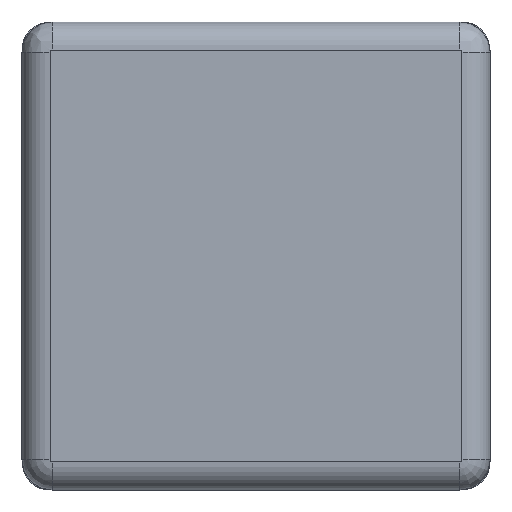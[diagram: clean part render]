
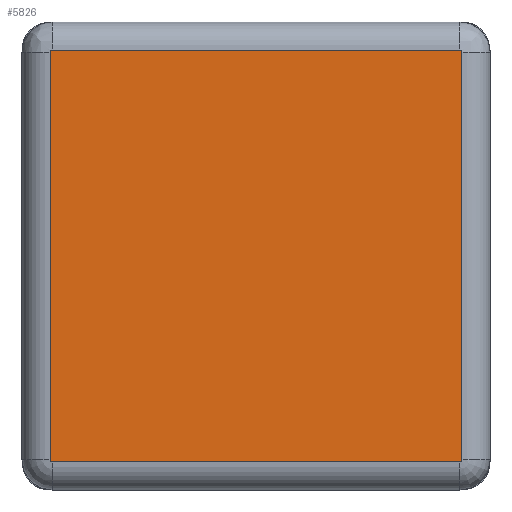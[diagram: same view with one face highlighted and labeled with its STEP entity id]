
A CAD part, left-side view. The second image highlights one B-rep face of the part: STEP entity #5826.
In plain terms, the highlighted planar face has unit normal (-1, 0, 0).
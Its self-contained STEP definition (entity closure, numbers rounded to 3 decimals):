
#334=LINE('',#8053,#929);
#335=LINE('',#8057,#930);
#336=LINE('',#8061,#931);
#337=LINE('',#8064,#932);
#929=VECTOR('',#6669,1.);
#930=VECTOR('',#6672,1.);
#931=VECTOR('',#6675,1.);
#932=VECTOR('',#6678,1.);
#1506=PLANE('',#6217);
#1741=FACE_OUTER_BOUND('',#2074,.T.);
#2074=EDGE_LOOP('',(#4107,#4108,#4109,#4110,#4111,#4112,#4113,#4114));
#2523=CIRCLE('',#6218,0.01);
#2524=CIRCLE('',#6219,0.01);
#2525=CIRCLE('',#6220,0.01);
#2526=CIRCLE('',#6221,0.01);
#2581=VERTEX_POINT('',#8049);
#2582=VERTEX_POINT('',#8050);
#2583=VERTEX_POINT('',#8052);
#2584=VERTEX_POINT('',#8054);
#2585=VERTEX_POINT('',#8056);
#2586=VERTEX_POINT('',#8058);
#2587=VERTEX_POINT('',#8060);
#2588=VERTEX_POINT('',#8062);
#3181=EDGE_CURVE('',#2581,#2582,#2523,.T.);
#3182=EDGE_CURVE('',#2582,#2583,#334,.T.);
#3183=EDGE_CURVE('',#2583,#2584,#2524,.T.);
#3184=EDGE_CURVE('',#2584,#2585,#335,.T.);
#3185=EDGE_CURVE('',#2585,#2586,#2525,.T.);
#3186=EDGE_CURVE('',#2586,#2587,#336,.T.);
#3187=EDGE_CURVE('',#2587,#2588,#2526,.T.);
#3188=EDGE_CURVE('',#2588,#2581,#337,.T.);
#4107=ORIENTED_EDGE('',*,*,#3181,.T.);
#4108=ORIENTED_EDGE('',*,*,#3182,.T.);
#4109=ORIENTED_EDGE('',*,*,#3183,.T.);
#4110=ORIENTED_EDGE('',*,*,#3184,.T.);
#4111=ORIENTED_EDGE('',*,*,#3185,.T.);
#4112=ORIENTED_EDGE('',*,*,#3186,.T.);
#4113=ORIENTED_EDGE('',*,*,#3187,.T.);
#4114=ORIENTED_EDGE('',*,*,#3188,.T.);
#5826=ADVANCED_FACE('',(#1741),#1506,.F.);
#6217=AXIS2_PLACEMENT_3D('',#8048,#6665,#6666);
#6218=AXIS2_PLACEMENT_3D('',#8051,#6667,#6668);
#6219=AXIS2_PLACEMENT_3D('',#8055,#6670,#6671);
#6220=AXIS2_PLACEMENT_3D('',#8059,#6673,#6674);
#6221=AXIS2_PLACEMENT_3D('',#8063,#6676,#6677);
#6665=DIRECTION('center_axis',(1.,0.,0.));
#6666=DIRECTION('ref_axis',(0.,0.,-1.));
#6667=DIRECTION('center_axis',(-1.,0.,0.));
#6668=DIRECTION('ref_axis',(0.,0.,-1.));
#6669=DIRECTION('',(0.,0.,1.));
#6670=DIRECTION('center_axis',(-1.,0.,0.));
#6671=DIRECTION('ref_axis',(0.,0.,-1.));
#6672=DIRECTION('',(0.,1.,0.));
#6673=DIRECTION('center_axis',(-1.,0.,0.));
#6674=DIRECTION('ref_axis',(0.,0.,-1.));
#6675=DIRECTION('',(0.,0.,-1.));
#6676=DIRECTION('center_axis',(-1.,0.,0.));
#6677=DIRECTION('ref_axis',(0.,0.,-1.));
#6678=DIRECTION('',(0.,-1.,0.));
#8048=CARTESIAN_POINT('Origin',(-2.25,-0.87,1.87));
#8049=CARTESIAN_POINT('',(-2.25,-0.87,0.12));
#8050=CARTESIAN_POINT('',(-2.25,-0.88,0.13));
#8051=CARTESIAN_POINT('Origin',(-2.25,-0.87,0.13));
#8052=CARTESIAN_POINT('',(-2.25,-0.88,1.87));
#8053=CARTESIAN_POINT('',(-2.25,-0.88,1.87));
#8054=CARTESIAN_POINT('',(-2.25,-0.87,1.88));
#8055=CARTESIAN_POINT('Origin',(-2.25,-0.87,1.87));
#8056=CARTESIAN_POINT('',(-2.25,0.87,1.88));
#8057=CARTESIAN_POINT('',(-2.25,-0.87,1.88));
#8058=CARTESIAN_POINT('',(-2.25,0.88,1.87));
#8059=CARTESIAN_POINT('Origin',(-2.25,0.87,1.87));
#8060=CARTESIAN_POINT('',(-2.25,0.88,0.13));
#8061=CARTESIAN_POINT('',(-2.25,0.88,1.87));
#8062=CARTESIAN_POINT('',(-2.25,0.87,0.12));
#8063=CARTESIAN_POINT('Origin',(-2.25,0.87,0.13));
#8064=CARTESIAN_POINT('',(-2.25,-0.87,0.12));
